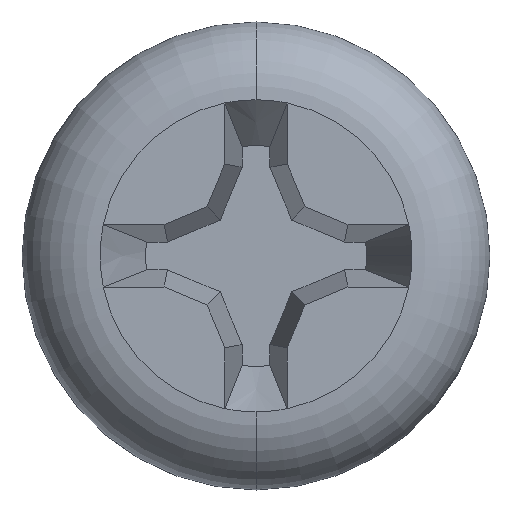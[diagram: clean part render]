
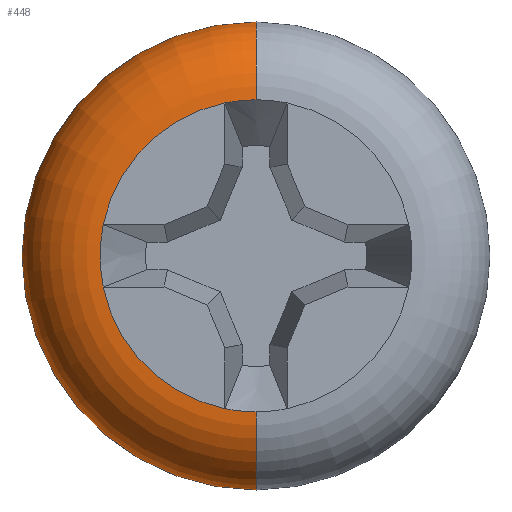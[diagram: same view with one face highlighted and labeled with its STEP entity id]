
A CAD part, top view. The second image highlights one B-rep face of the part: STEP entity #448.
In plain terms, the highlighted toroidal (fillet/blend) face has major radius 1.854 mm and minor radius 0.927 mm.
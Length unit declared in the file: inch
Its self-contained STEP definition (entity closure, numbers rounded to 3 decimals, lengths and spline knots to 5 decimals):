
#312 = DIRECTION ( 'NONE',  ( 0., 1., 0. ) ) ;
#327 = CARTESIAN_POINT ( 'NONE',  ( 0., -0.073, 0.08 ) ) ;
#346 = CIRCLE ( 'NONE', #2794, 0.073 ) ;
#417 = DIRECTION ( 'NONE',  ( 0., 0., -1. ) ) ;
#423 = CARTESIAN_POINT ( 'NONE',  ( 0., 0.073, 0.08 ) ) ;
#448 = ADVANCED_FACE ( 'NONE', ( #2879 ), #1657, .T. ) ;
#476 = CARTESIAN_POINT ( 'NONE',  ( 0., 0., 0.0435 ) ) ;
#613 = CARTESIAN_POINT ( 'NONE',  ( 0., 0., 0.0435 ) ) ;
#624 = CARTESIAN_POINT ( 'NONE',  ( 0., 0.1095, 0.0435 ) ) ;
#780 = CARTESIAN_POINT ( 'NONE',  ( 0., 0., 0.0435 ) ) ;
#819 = CIRCLE ( 'NONE', #1614, 0.1095 ) ;
#847 = VERTEX_POINT ( 'NONE', #1607 ) ;
#866 = CIRCLE ( 'NONE', #1357, 0.0365 ) ;
#888 = EDGE_CURVE ( 'NONE', #1918, #5468, #6263, .T. ) ;
#1307 = EDGE_LOOP ( 'NONE', ( #1776, #2208, #2453, #5825, #5685, #2382, #3681, #5458, #6204 ) ) ;
#1357 = AXIS2_PLACEMENT_3D ( 'NONE', #2027, #2430, #5795 ) ;
#1401 = DIRECTION ( 'NONE',  ( 0., 1., 0. ) ) ;
#1470 = DIRECTION ( 'NONE',  ( 0., 0., -1. ) ) ;
#1581 = CIRCLE ( 'NONE', #5102, 0.073 ) ;
#1607 = CARTESIAN_POINT ( 'NONE',  ( -0.0146, -0.07153, 0.08 ) ) ;
#1614 = AXIS2_PLACEMENT_3D ( 'NONE', #780, #3142, #1693 ) ;
#1657 = TOROIDAL_SURFACE ( 'NONE', #2989, 0.073, 0.0365 ) ;
#1693 = DIRECTION ( 'NONE',  ( 0., 1., 0. ) ) ;
#1707 = CARTESIAN_POINT ( 'NONE',  ( -0.07153, -0.0146, 0.08 ) ) ;
#1776 = ORIENTED_EDGE ( 'NONE', *, *, #6271, .F. ) ;
#1839 = CARTESIAN_POINT ( 'NONE',  ( 0., 0.073, 0.0435 ) ) ;
#1847 = EDGE_CURVE ( 'NONE', #5468, #5353, #819, .T. ) ;
#1918 = VERTEX_POINT ( 'NONE', #6030 ) ;
#2003 = DIRECTION ( 'NONE',  ( 0., 1., 0. ) ) ;
#2027 = CARTESIAN_POINT ( 'NONE',  ( 0., -0.073, 0.0435 ) ) ;
#2036 = AXIS2_PLACEMENT_3D ( 'NONE', #1839, #2829, #4743 ) ;
#2072 = EDGE_CURVE ( 'NONE', #847, #3750, #1581, .T. ) ;
#2131 = DIRECTION ( 'NONE',  ( 0., 0., 1. ) ) ;
#2208 = ORIENTED_EDGE ( 'NONE', *, *, #2072, .F. ) ;
#2344 = AXIS2_PLACEMENT_3D ( 'NONE', #2936, #1470, #2003 ) ;
#2371 = CARTESIAN_POINT ( 'NONE',  ( -0.0146, 0.07153, 0.08 ) ) ;
#2382 = ORIENTED_EDGE ( 'NONE', *, *, #3092, .T. ) ;
#2430 = DIRECTION ( 'NONE',  ( 1., 0., 0. ) ) ;
#2453 = ORIENTED_EDGE ( 'NONE', *, *, #5315, .T. ) ;
#2477 = AXIS2_PLACEMENT_3D ( 'NONE', #6099, #3232, #4684 ) ;
#2520 = DIRECTION ( 'NONE',  ( 0., 0., -1. ) ) ;
#2790 = VERTEX_POINT ( 'NONE', #5350 ) ;
#2794 = AXIS2_PLACEMENT_3D ( 'NONE', #4263, #3244, #312 ) ;
#2829 = DIRECTION ( 'NONE',  ( -1., 0., 0. ) ) ;
#2879 = FACE_OUTER_BOUND ( 'NONE', #1307, .T. ) ;
#2936 = CARTESIAN_POINT ( 'NONE',  ( 0., 0., 0.08 ) ) ;
#2989 = AXIS2_PLACEMENT_3D ( 'NONE', #476, #417, #1401 ) ;
#3092 = EDGE_CURVE ( 'NONE', #4817, #6153, #346, .T. ) ;
#3142 = DIRECTION ( 'NONE',  ( 0., 0., -1. ) ) ;
#3232 = DIRECTION ( 'NONE',  ( 0., 0., -1. ) ) ;
#3244 = DIRECTION ( 'NONE',  ( 0., 0., -1. ) ) ;
#3304 = CARTESIAN_POINT ( 'NONE',  ( 0., 0., 0.08 ) ) ;
#3390 = CIRCLE ( 'NONE', #2036, 0.0365 ) ;
#3681 = ORIENTED_EDGE ( 'NONE', *, *, #5941, .T. ) ;
#3728 = DIRECTION ( 'NONE',  ( -1., 0., 0. ) ) ;
#3750 = VERTEX_POINT ( 'NONE', #327 ) ;
#3777 = AXIS2_PLACEMENT_3D ( 'NONE', #613, #2520, #5887 ) ;
#3927 = CIRCLE ( 'NONE', #2344, 0.073 ) ;
#4129 = EDGE_CURVE ( 'NONE', #2790, #5850, #5944, .T. ) ;
#4153 = CIRCLE ( 'NONE', #2477, 0.073 ) ;
#4263 = CARTESIAN_POINT ( 'NONE',  ( 0., 0., 0.08 ) ) ;
#4271 = AXIS2_PLACEMENT_3D ( 'NONE', #4558, #2131, #5980 ) ;
#4558 = CARTESIAN_POINT ( 'NONE',  ( 0., 0., 0.08 ) ) ;
#4684 = DIRECTION ( 'NONE',  ( 0., 1., 0. ) ) ;
#4743 = DIRECTION ( 'NONE',  ( 0., 0., 1. ) ) ;
#4752 = CARTESIAN_POINT ( 'NONE',  ( -0.1095, 0., 0.0435 ) ) ;
#4817 = VERTEX_POINT ( 'NONE', #2371 ) ;
#5102 = AXIS2_PLACEMENT_3D ( 'NONE', #3304, #5153, #3728 ) ;
#5153 = DIRECTION ( 'NONE',  ( 0., 0., 1. ) ) ;
#5315 = EDGE_CURVE ( 'NONE', #847, #5850, #4153, .T. ) ;
#5350 = CARTESIAN_POINT ( 'NONE',  ( -0.07153, 0.0146, 0.08 ) ) ;
#5353 = VERTEX_POINT ( 'NONE', #624 ) ;
#5458 = ORIENTED_EDGE ( 'NONE', *, *, #1847, .F. ) ;
#5468 = VERTEX_POINT ( 'NONE', #4752 ) ;
#5685 = ORIENTED_EDGE ( 'NONE', *, *, #6184, .T. ) ;
#5795 = DIRECTION ( 'NONE',  ( 0., 1., 0. ) ) ;
#5825 = ORIENTED_EDGE ( 'NONE', *, *, #4129, .F. ) ;
#5850 = VERTEX_POINT ( 'NONE', #1707 ) ;
#5887 = DIRECTION ( 'NONE',  ( 0., 1., 0. ) ) ;
#5941 = EDGE_CURVE ( 'NONE', #6153, #5353, #3390, .T. ) ;
#5944 = CIRCLE ( 'NONE', #4271, 0.073 ) ;
#5980 = DIRECTION ( 'NONE',  ( 0., 1., 0. ) ) ;
#6030 = CARTESIAN_POINT ( 'NONE',  ( 0., -0.1095, 0.0435 ) ) ;
#6099 = CARTESIAN_POINT ( 'NONE',  ( 0., 0., 0.08 ) ) ;
#6153 = VERTEX_POINT ( 'NONE', #423 ) ;
#6184 = EDGE_CURVE ( 'NONE', #2790, #4817, #3927, .T. ) ;
#6204 = ORIENTED_EDGE ( 'NONE', *, *, #888, .F. ) ;
#6263 = CIRCLE ( 'NONE', #3777, 0.1095 ) ;
#6271 = EDGE_CURVE ( 'NONE', #3750, #1918, #866, .T. ) ;
